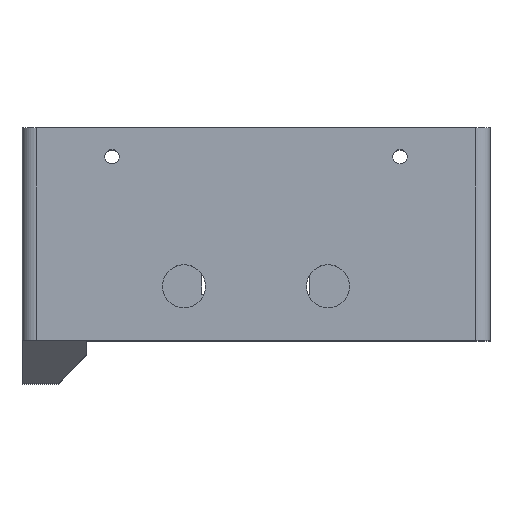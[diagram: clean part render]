
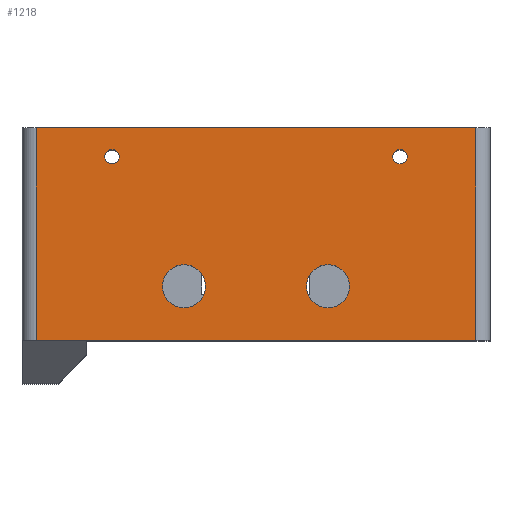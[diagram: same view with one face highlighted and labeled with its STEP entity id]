
A CAD part, top view. The second image highlights one B-rep face of the part: STEP entity #1218.
In plain terms, the highlighted planar face has unit normal (0, 0, 1).
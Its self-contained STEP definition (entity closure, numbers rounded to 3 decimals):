
#19=FACE_BOUND('',#184,.T.);
#20=FACE_BOUND('',#185,.T.);
#21=FACE_BOUND('',#186,.T.);
#22=FACE_BOUND('',#187,.T.);
#54=PLANE('',#1338);
#110=FACE_OUTER_BOUND('',#183,.T.);
#183=EDGE_LOOP('',(#922,#923,#924,#925));
#184=EDGE_LOOP('',(#926));
#185=EDGE_LOOP('',(#927));
#186=EDGE_LOOP('',(#928));
#187=EDGE_LOOP('',(#929));
#292=LINE('',#1916,#409);
#294=LINE('',#1922,#411);
#295=LINE('',#1924,#412);
#296=LINE('',#1925,#413);
#409=VECTOR('',#1555,10.);
#411=VECTOR('',#1561,10.);
#412=VECTOR('',#1562,10.);
#413=VECTOR('',#1563,10.);
#495=CIRCLE('',#1311,3.);
#497=CIRCLE('',#1314,3.);
#501=CIRCLE('',#1320,1.);
#505=CIRCLE('',#1326,1.);
#565=VERTEX_POINT('',#1855);
#567=VERTEX_POINT('',#1861);
#571=VERTEX_POINT('',#1873);
#575=VERTEX_POINT('',#1885);
#586=VERTEX_POINT('',#1913);
#587=VERTEX_POINT('',#1915);
#589=VERTEX_POINT('',#1921);
#590=VERTEX_POINT('',#1923);
#692=EDGE_CURVE('',#565,#565,#495,.T.);
#695=EDGE_CURVE('',#567,#567,#497,.T.);
#701=EDGE_CURVE('',#571,#571,#501,.T.);
#707=EDGE_CURVE('',#575,#575,#505,.T.);
#721=EDGE_CURVE('',#587,#586,#292,.T.);
#724=EDGE_CURVE('',#586,#589,#294,.T.);
#725=EDGE_CURVE('',#590,#589,#295,.T.);
#726=EDGE_CURVE('',#587,#590,#296,.T.);
#922=ORIENTED_EDGE('',*,*,#724,.T.);
#923=ORIENTED_EDGE('',*,*,#725,.F.);
#924=ORIENTED_EDGE('',*,*,#726,.F.);
#925=ORIENTED_EDGE('',*,*,#721,.T.);
#926=ORIENTED_EDGE('',*,*,#692,.T.);
#927=ORIENTED_EDGE('',*,*,#695,.T.);
#928=ORIENTED_EDGE('',*,*,#701,.T.);
#929=ORIENTED_EDGE('',*,*,#707,.T.);
#1218=ADVANCED_FACE('',(#110,#19,#20,#21,#22),#54,.T.);
#1311=AXIS2_PLACEMENT_3D('',#1856,#1491,#1492);
#1314=AXIS2_PLACEMENT_3D('',#1862,#1498,#1499);
#1320=AXIS2_PLACEMENT_3D('',#1874,#1512,#1513);
#1326=AXIS2_PLACEMENT_3D('',#1886,#1526,#1527);
#1338=AXIS2_PLACEMENT_3D('',#1920,#1559,#1560);
#1491=DIRECTION('center_axis',(0.,0.,-1.));
#1492=DIRECTION('ref_axis',(1.,0.,0.));
#1498=DIRECTION('center_axis',(0.,0.,-1.));
#1499=DIRECTION('ref_axis',(1.,0.,0.));
#1512=DIRECTION('center_axis',(0.,0.,-1.));
#1513=DIRECTION('ref_axis',(1.,0.,0.));
#1526=DIRECTION('center_axis',(0.,0.,-1.));
#1527=DIRECTION('ref_axis',(1.,0.,0.));
#1555=DIRECTION('',(0.,1.,0.));
#1559=DIRECTION('center_axis',(0.,0.,1.));
#1560=DIRECTION('ref_axis',(1.,0.,0.));
#1561=DIRECTION('',(-1.,0.,0.));
#1562=DIRECTION('',(0.,1.,0.));
#1563=DIRECTION('',(-1.,0.,0.));
#1855=CARTESIAN_POINT('',(-13.,6.,29.5));
#1856=CARTESIAN_POINT('Origin',(-10.,6.,29.5));
#1861=CARTESIAN_POINT('',(7.,6.,29.5));
#1862=CARTESIAN_POINT('Origin',(10.,6.,29.5));
#1873=CARTESIAN_POINT('',(-21.,24.,29.5));
#1874=CARTESIAN_POINT('Origin',(-20.,24.,29.5));
#1885=CARTESIAN_POINT('',(19.,24.,29.5));
#1886=CARTESIAN_POINT('Origin',(20.,24.,29.5));
#1913=CARTESIAN_POINT('',(30.5,28.,29.5));
#1915=CARTESIAN_POINT('',(30.5,-1.5,29.5));
#1916=CARTESIAN_POINT('',(30.5,-1.5,29.5));
#1920=CARTESIAN_POINT('Origin',(-30.5,-1.5,29.5));
#1921=CARTESIAN_POINT('',(-30.5,28.,29.5));
#1922=CARTESIAN_POINT('',(-15.25,28.,29.5));
#1923=CARTESIAN_POINT('',(-30.5,-1.5,29.5));
#1924=CARTESIAN_POINT('',(-30.5,-1.5,29.5));
#1925=CARTESIAN_POINT('',(30.5,-1.5,29.5));
